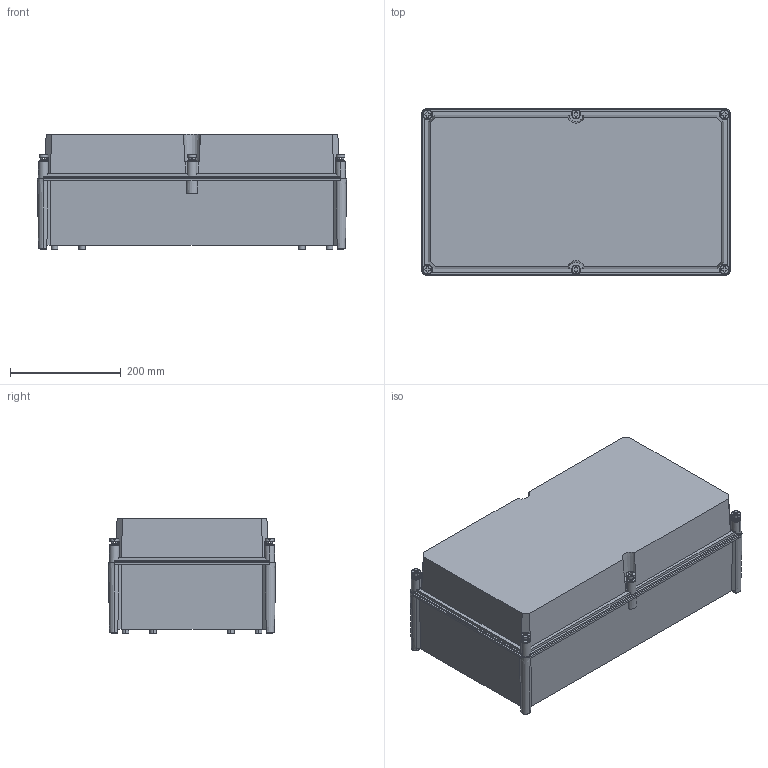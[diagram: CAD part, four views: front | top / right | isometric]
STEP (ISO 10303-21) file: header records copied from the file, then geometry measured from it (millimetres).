
FILE_DESCRIPTION(('CATIA V5R24 STEP','CAx-IF Rec.Pracs.--- Model Styling and Organization---1.2---2011-12-15'),'2;1');
FILE_NAME ('D1464891_0', '2018-08-23T07:25:26+00:00', ('Weidmueller Interface'), ('Weidmueller'), 'CATIA Version 5-6 Release 2014 SP4 HF52', 'CATIA V5 STEP AP214', 'none');
FILE_SCHEMA(('AUTOMOTIVE_DESIGN { 1 0 10303 214 1 1 1 1 }'));
Length unit declared in the file: millimetre
Products named in the file (1): 49929_TBF_563021
Bounding box: 558 x 302 x 209 mm (x, y, z)
Volume: 2193320.5 mm3; surface area: 1386588.1 mm2
Topology: 20 solids, 20 shells, 1215 faces, 3078 edges, 1998 vertices
Faces by surface type: plane 573, cylinder 550, cone 92
Entity records: 39582 total; most frequent: CARTESIAN_POINT 10846, ORIENTED_EDGE 6156, DIRECTION 5166, EDGE_CURVE 3078, AXIS2_PLACEMENT_3D 2338, VERTEX_POINT 1998, VECTOR 1614, LINE 1614
